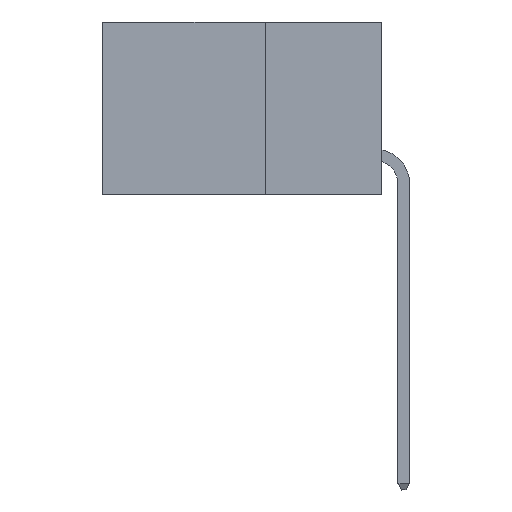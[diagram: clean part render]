
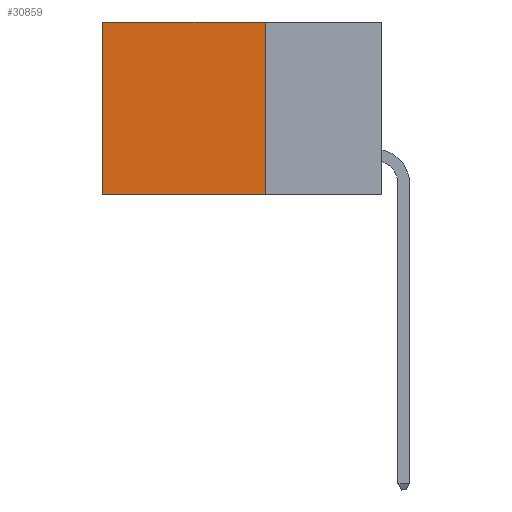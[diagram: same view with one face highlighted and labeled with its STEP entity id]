
A CAD part, left-side view. The second image highlights one B-rep face of the part: STEP entity #30859.
In plain terms, the highlighted planar face has unit normal (-1, 0, 0).
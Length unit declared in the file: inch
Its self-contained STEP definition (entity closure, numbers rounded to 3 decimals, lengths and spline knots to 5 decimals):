
#935 = CARTESIAN_POINT ( 'NONE',  ( 0.2875, 0.25, -0.37 ) ) ;
#1079 = LINE ( 'NONE', #21186, #36744 ) ;
#1423 = ORIENTED_EDGE ( 'NONE', *, *, #31747, .F. ) ;
#2600 = ORIENTED_EDGE ( 'NONE', *, *, #19987, .F. ) ;
#3069 = EDGE_CURVE ( 'NONE', #37923, #32610, #1079, .T. ) ;
#10432 = CARTESIAN_POINT ( 'NONE',  ( 0.2875, 0.25, 0. ) ) ;
#11890 = FACE_OUTER_BOUND ( 'NONE', #41633, .T. ) ;
#12073 = ORIENTED_EDGE ( 'NONE', *, *, #37485, .T. ) ;
#12371 = LINE ( 'NONE', #40951, #24188 ) ;
#12716 = DIRECTION ( 'NONE',  ( 0., 1., 0. ) ) ;
#14479 = VECTOR ( 'NONE', #38613, 39.37008 ) ;
#17243 = CARTESIAN_POINT ( 'NONE',  ( 0.2875, 0.25, -0.37 ) ) ;
#17547 = CARTESIAN_POINT ( 'NONE',  ( 0.2875, 0.6, -0.37 ) ) ;
#19987 = EDGE_CURVE ( 'NONE', #42719, #27096, #12371, .T. ) ;
#20274 = DIRECTION ( 'NONE',  ( 0., 0., -1. ) ) ;
#21186 = CARTESIAN_POINT ( 'NONE',  ( 0.2875, 0.6, 0. ) ) ;
#24188 = VECTOR ( 'NONE', #20274, 39.37008 ) ;
#24362 = PLANE ( 'NONE',  #39326 ) ;
#24683 = LINE ( 'NONE', #17243, #39860 ) ;
#24797 = CARTESIAN_POINT ( 'NONE',  ( 0.2875, 0.25, 0. ) ) ;
#26584 = CARTESIAN_POINT ( 'NONE',  ( 0.2875, 0.25, 0. ) ) ;
#27096 = VERTEX_POINT ( 'NONE', #935 ) ;
#28106 = DIRECTION ( 'NONE',  ( 1., 0., 0. ) ) ;
#30859 = ADVANCED_FACE ( 'NONE', ( #11890 ), #24362, .F. ) ;
#31747 = EDGE_CURVE ( 'NONE', #27096, #32610, #24683, .T. ) ;
#32610 = VERTEX_POINT ( 'NONE', #17547 ) ;
#34533 = LINE ( 'NONE', #10432, #14479 ) ;
#34892 = CARTESIAN_POINT ( 'NONE',  ( 0.2875, 0.6, 0. ) ) ;
#35126 = ORIENTED_EDGE ( 'NONE', *, *, #3069, .T. ) ;
#36431 = DIRECTION ( 'NONE',  ( 0., 0., -1. ) ) ;
#36744 = VECTOR ( 'NONE', #36431, 39.37008 ) ;
#37485 = EDGE_CURVE ( 'NONE', #42719, #37923, #34533, .T. ) ;
#37923 = VERTEX_POINT ( 'NONE', #34892 ) ;
#38613 = DIRECTION ( 'NONE',  ( 0., 1., 0. ) ) ;
#39326 = AXIS2_PLACEMENT_3D ( 'NONE', #24797, #28106, #42460 ) ;
#39860 = VECTOR ( 'NONE', #12716, 39.37008 ) ;
#40951 = CARTESIAN_POINT ( 'NONE',  ( 0.2875, 0.25, 0. ) ) ;
#41633 = EDGE_LOOP ( 'NONE', ( #35126, #1423, #2600, #12073 ) ) ;
#42460 = DIRECTION ( 'NONE',  ( 0., 0., -1. ) ) ;
#42719 = VERTEX_POINT ( 'NONE', #26584 ) ;
